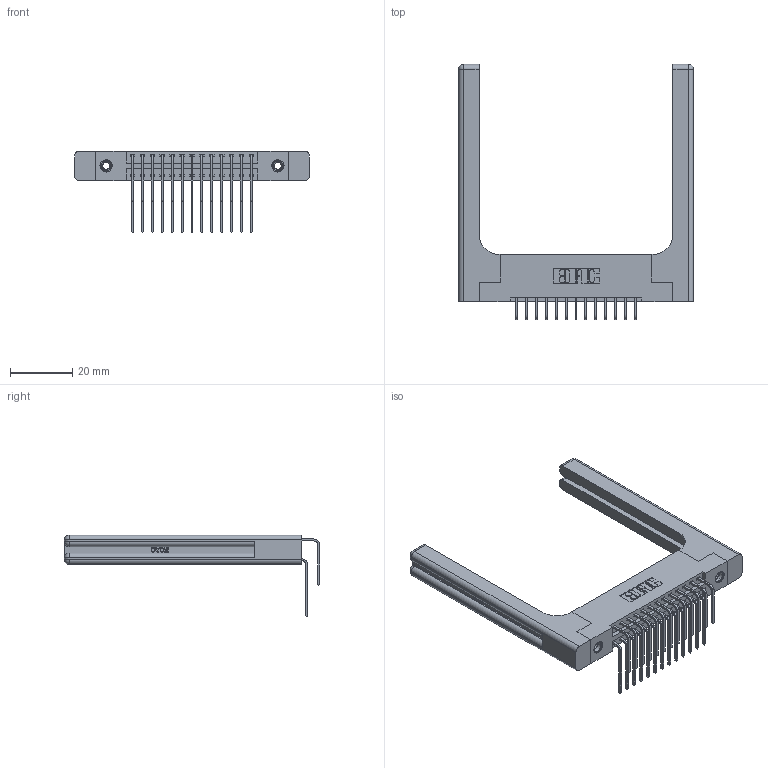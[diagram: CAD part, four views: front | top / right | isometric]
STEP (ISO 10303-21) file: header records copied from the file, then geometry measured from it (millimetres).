
FILE_DESCRIPTION (( 'STEP AP203' ), '1' );
FILE_NAME ('346-026-559-258.STEP', '2022-05-19T02:58:02', ( '' ), ( '' ), 'SwSTEP 2.0', 'SolidWorks 2020', '' );
FILE_SCHEMA (( 'CONFIG_CONTROL_DESIGN' ));
Length unit declared in the file: inch
Products named in the file (6): 345-250-001_345-250-001-102; 345-292-001_559 Tail - 2; 345-292-001_558 559 Tail - 1; 346-220-058_345-220-058; 346-026-559-258; 346 Part_Flush Mounting Lugs - 0.156 Dia-TH
Assembly tree (31 placements, depth 2):
  346-026-559-258
    346 Part_Flush Mounting Lugs - 0.156 Dia-TH
    345-292-001_558 559 Tail - 1  x13
    345-292-001_559 Tail - 2  x13
    345-250-001_345-250-001-102  x2
    346-220-058_345-220-058  x2
Bounding box: 75.34 x 81.85 x 26.16 mm (x, y, z)
Volume: 14747.1 mm3; surface area: 15240.6 mm2
Topology: 31 solids, 31 shells, 1796 faces, 5217 edges, 3422 vertices
Faces by surface type: plane 1200, cylinder 536, bspline 36, cone 12, sphere 8, torus 4
Entity records: 19770 total; most frequent: CARTESIAN_POINT 4362, ORIENTED_EDGE 3040, DIRECTION 2800, EDGE_CURVE 1520, VECTOR 1204, LINE 1204, VERTEX_POINT 1002, AXIS2_PLACEMENT_3D 798
